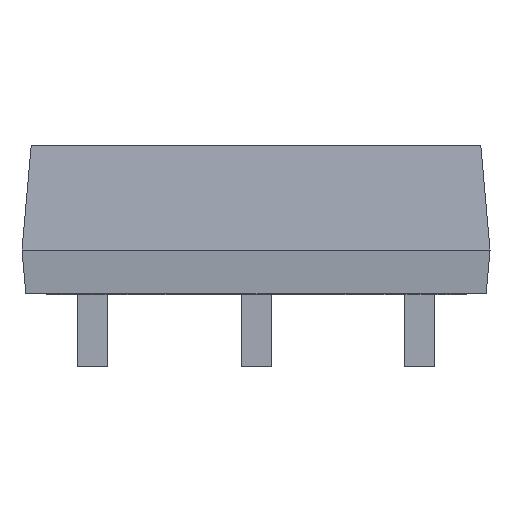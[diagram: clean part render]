
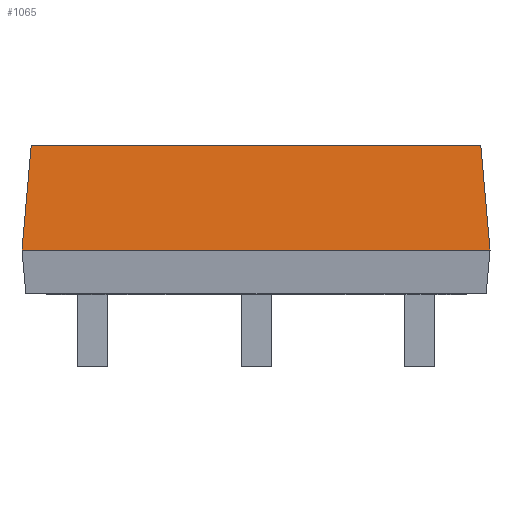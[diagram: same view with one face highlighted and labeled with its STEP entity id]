
A CAD part, left-side view. The second image highlights one B-rep face of the part: STEP entity #1065.
In plain terms, the highlighted planar face has unit normal (-0.996, 0, 0.087).
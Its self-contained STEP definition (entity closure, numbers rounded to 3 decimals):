
#109 = VECTOR ( 'NONE', #348, 1000. ) ;
#111 = VERTEX_POINT ( 'NONE', #4137 ) ;
#115 = EDGE_CURVE ( 'NONE', #3400, #2348, #1576, .T. ) ;
#176 = VECTOR ( 'NONE', #4027, 1000. ) ;
#290 = VECTOR ( 'NONE', #2250, 1000. ) ;
#348 = DIRECTION ( 'NONE',  ( 0., -1., 0. ) ) ;
#667 = ORIENTED_EDGE ( 'NONE', *, *, #1122, .T. ) ;
#671 = LINE ( 'NONE', #1569, #109 ) ;
#704 = PLANE ( 'NONE',  #1465 ) ;
#714 = ORIENTED_EDGE ( 'NONE', *, *, #115, .F. ) ;
#748 = CARTESIAN_POINT ( 'NONE',  ( -5.3, 7.8, 1.5 ) ) ;
#1002 = CARTESIAN_POINT ( 'NONE',  ( -4.994, 7.494, 5. ) ) ;
#1065 = ADVANCED_FACE ( 'NONE', ( #2996 ), #704, .T. ) ;
#1122 = EDGE_CURVE ( 'NONE', #4021, #2348, #2088, .T. ) ;
#1303 = EDGE_LOOP ( 'NONE', ( #3541, #667, #714, #3629 ) ) ;
#1321 = LINE ( 'NONE', #2934, #3411 ) ;
#1465 = AXIS2_PLACEMENT_3D ( 'NONE', #748, #2068, #4189 ) ;
#1557 = EDGE_CURVE ( 'NONE', #111, #4021, #671, .T. ) ;
#1569 = CARTESIAN_POINT ( 'NONE',  ( -5.3, 7.8, 1.5 ) ) ;
#1576 = LINE ( 'NONE', #2288, #290 ) ;
#1810 = CARTESIAN_POINT ( 'NONE',  ( -5.3, -7.8, 1.5 ) ) ;
#2068 = DIRECTION ( 'NONE',  ( -0.996, 0., 0.087 ) ) ;
#2088 = LINE ( 'NONE', #1810, #176 ) ;
#2250 = DIRECTION ( 'NONE',  ( 0., -1., 0. ) ) ;
#2288 = CARTESIAN_POINT ( 'NONE',  ( -4.994, 7.494, 5. ) ) ;
#2340 = DIRECTION ( 'NONE',  ( 0.087, -0.087, 0.992 ) ) ;
#2348 = VERTEX_POINT ( 'NONE', #2603 ) ;
#2603 = CARTESIAN_POINT ( 'NONE',  ( -4.994, -7.494, 5. ) ) ;
#2934 = CARTESIAN_POINT ( 'NONE',  ( -5.3, 7.8, 1.5 ) ) ;
#2996 = FACE_OUTER_BOUND ( 'NONE', #1303, .T. ) ;
#3327 = EDGE_CURVE ( 'NONE', #111, #3400, #1321, .T. ) ;
#3400 = VERTEX_POINT ( 'NONE', #1002 ) ;
#3411 = VECTOR ( 'NONE', #2340, 1000. ) ;
#3541 = ORIENTED_EDGE ( 'NONE', *, *, #1557, .T. ) ;
#3629 = ORIENTED_EDGE ( 'NONE', *, *, #3327, .F. ) ;
#3868 = CARTESIAN_POINT ( 'NONE',  ( -5.3, -7.8, 1.5 ) ) ;
#4021 = VERTEX_POINT ( 'NONE', #3868 ) ;
#4027 = DIRECTION ( 'NONE',  ( 0.087, 0.087, 0.992 ) ) ;
#4137 = CARTESIAN_POINT ( 'NONE',  ( -5.3, 7.8, 1.5 ) ) ;
#4189 = DIRECTION ( 'NONE',  ( 0., 1., 0. ) ) ;
